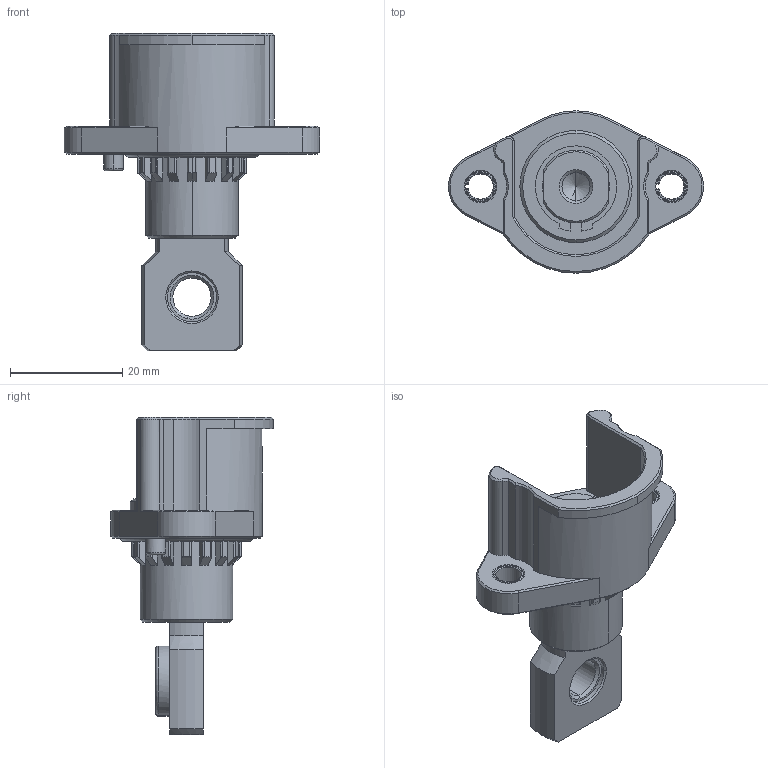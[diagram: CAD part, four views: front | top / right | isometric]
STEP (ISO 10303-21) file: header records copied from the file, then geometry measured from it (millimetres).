
FILE_DESCRIPTION (( 'STEP AP203' ), '1' );
FILE_NAME ('YG196-380A.STEP', '2025-02-27T09:33:19', ( '' ), ( '' ), 'SwSTEP 2.0', 'SolidWorks 2023', '' );
FILE_SCHEMA (( 'CONFIG_CONTROL_DESIGN' ));
Length unit declared in the file: millimetre
Products named in the file (1): YG196-380A
Bounding box: 45.46 x 28.97 x 56.5 mm (x, y, z)
Volume: 11527.2 mm3; surface area: 7671.4 mm2
Topology: 4 solids, 4 shells, 433 faces, 1363 edges, 885 vertices
Faces by surface type: cylinder 213, plane 128, cone 82, torus 10
Entity records: 16325 total; most frequent: CARTESIAN_POINT 3932, ORIENTED_EDGE 2722, DIRECTION 2646, EDGE_CURVE 1361, AXIS2_PLACEMENT_3D 1077, VERTEX_POINT 885, CIRCLE 643, VECTOR 492
